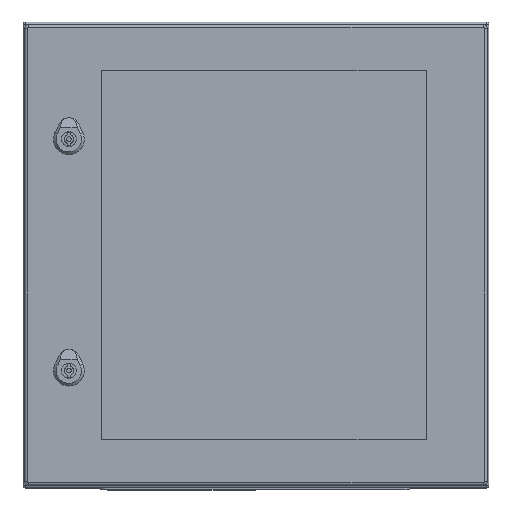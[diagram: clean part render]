
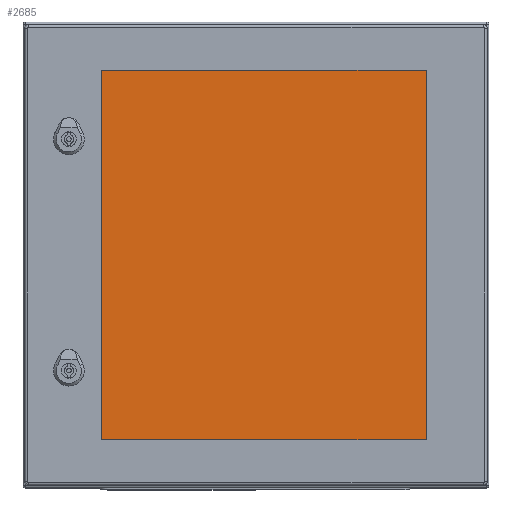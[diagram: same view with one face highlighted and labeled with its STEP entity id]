
A CAD part, top view. The second image highlights one B-rep face of the part: STEP entity #2685.
In plain terms, the highlighted face is planar.
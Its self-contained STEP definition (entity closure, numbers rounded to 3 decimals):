
#2685=ADVANCED_FACE('',(#3292),#2900,.F.);
#2900=PLANE('',#10078);
#3292=FACE_OUTER_BOUND('',#3894,.T.);
#3894=EDGE_LOOP('',(#6109,#6110,#6111,#6112));
#6109=ORIENTED_EDGE('',*,*,#7935,.F.);
#6110=ORIENTED_EDGE('',*,*,#7945,.F.);
#6111=ORIENTED_EDGE('',*,*,#7942,.F.);
#6112=ORIENTED_EDGE('',*,*,#7939,.F.);
#6830=VERTEX_POINT('',#15376);
#6831=VERTEX_POINT('',#15377);
#6834=VERTEX_POINT('',#15385);
#6836=VERTEX_POINT('',#15391);
#7935=EDGE_CURVE('',#6830,#6831,#8563,.T.);
#7939=EDGE_CURVE('',#6831,#6834,#8567,.T.);
#7942=EDGE_CURVE('',#6834,#6836,#8570,.T.);
#7945=EDGE_CURVE('',#6836,#6830,#8573,.T.);
#8563=LINE('',#15375,#9191);
#8567=LINE('',#15384,#9195);
#8570=LINE('',#15390,#9198);
#8573=LINE('',#15396,#9201);
#9191=VECTOR('',#12443,1.);
#9195=VECTOR('',#12449,1.);
#9198=VECTOR('',#12454,1.);
#9201=VECTOR('',#12459,1.);
#10078=AXIS2_PLACEMENT_3D('',#15400,#12465,#12466);
#12443=DIRECTION('',(0.,-1.,0.));
#12449=DIRECTION('',(1.,0.,0.));
#12454=DIRECTION('',(0.,1.,0.));
#12459=DIRECTION('',(-1.,0.,0.));
#12465=DIRECTION('',(0.,0.,1.));
#12466=DIRECTION('',(1.,0.,0.));
#15375=CARTESIAN_POINT('',(-190.2,214.2,0.));
#15376=CARTESIAN_POINT('',(-190.2,214.2,0.));
#15377=CARTESIAN_POINT('',(-190.2,-214.2,0.));
#15384=CARTESIAN_POINT('',(-190.2,-214.2,0.));
#15385=CARTESIAN_POINT('',(190.2,-214.2,0.));
#15390=CARTESIAN_POINT('',(190.2,-214.2,0.));
#15391=CARTESIAN_POINT('',(190.2,214.2,0.));
#15396=CARTESIAN_POINT('',(190.2,214.2,0.));
#15400=CARTESIAN_POINT('',(0.,0.,0.));
